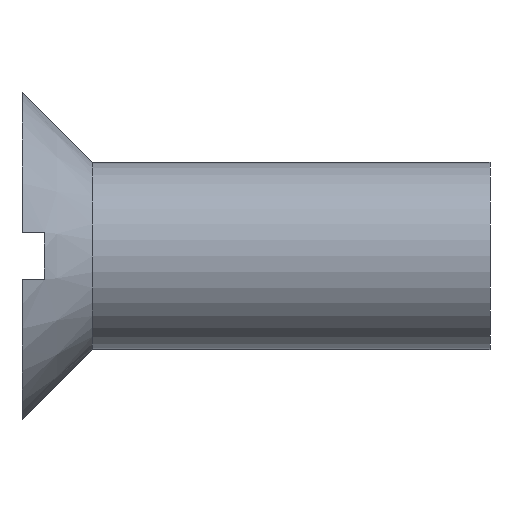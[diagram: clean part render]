
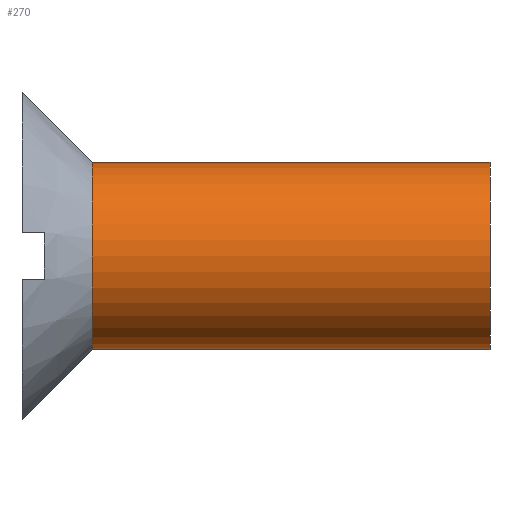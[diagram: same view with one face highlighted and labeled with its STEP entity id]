
A CAD part, left-side view. The second image highlights one B-rep face of the part: STEP entity #270.
In plain terms, the highlighted cylindrical face has radius 4 mm (diameter 8 mm), a partial arc.
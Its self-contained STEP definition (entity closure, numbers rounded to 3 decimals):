
#2 = CARTESIAN_POINT ( 'NONE',  ( 0., 17., -4. ) ) ;
#5 = EDGE_CURVE ( 'NONE', #65, #306, #217, .T. ) ;
#17 = VERTEX_POINT ( 'NONE', #196 ) ;
#21 = ORIENTED_EDGE ( 'NONE', *, *, #315, .F. ) ;
#23 = DIRECTION ( 'NONE',  ( 0., -1., 0. ) ) ;
#26 = CIRCLE ( 'NONE', #101, 4. ) ;
#34 = DIRECTION ( 'NONE',  ( 0., -1., 0. ) ) ;
#46 = DIRECTION ( 'NONE',  ( 0., 0., -1. ) ) ;
#60 = AXIS2_PLACEMENT_3D ( 'NONE', #281, #34, #85 ) ;
#62 = CARTESIAN_POINT ( 'NONE',  ( 0., 0., -4. ) ) ;
#65 = VERTEX_POINT ( 'NONE', #2 ) ;
#69 = FACE_OUTER_BOUND ( 'NONE', #113, .T. ) ;
#72 = VECTOR ( 'NONE', #312, 1000. ) ;
#85 = DIRECTION ( 'NONE',  ( 0., 0., -1. ) ) ;
#101 = AXIS2_PLACEMENT_3D ( 'NONE', #230, #276, #253 ) ;
#113 = EDGE_LOOP ( 'NONE', ( #21, #140, #235, #210 ) ) ;
#130 = LINE ( 'NONE', #151, #205 ) ;
#140 = ORIENTED_EDGE ( 'NONE', *, *, #192, .T. ) ;
#151 = CARTESIAN_POINT ( 'NONE',  ( 0., 0., 4. ) ) ;
#152 = CARTESIAN_POINT ( 'NONE',  ( 0., 0., 4. ) ) ;
#153 = EDGE_CURVE ( 'NONE', #239, #306, #26, .T. ) ;
#164 = DIRECTION ( 'NONE',  ( 0., -1., 0. ) ) ;
#180 = CARTESIAN_POINT ( 'NONE',  ( 0., 0., -4. ) ) ;
#192 = EDGE_CURVE ( 'NONE', #17, #65, #200, .T. ) ;
#196 = CARTESIAN_POINT ( 'NONE',  ( 0., 17., 4. ) ) ;
#200 = CIRCLE ( 'NONE', #60, 4. ) ;
#205 = VECTOR ( 'NONE', #164, 1000. ) ;
#210 = ORIENTED_EDGE ( 'NONE', *, *, #153, .F. ) ;
#217 = LINE ( 'NONE', #62, #72 ) ;
#221 = AXIS2_PLACEMENT_3D ( 'NONE', #250, #23, #46 ) ;
#230 = CARTESIAN_POINT ( 'NONE',  ( 0., 0., 0. ) ) ;
#235 = ORIENTED_EDGE ( 'NONE', *, *, #5, .T. ) ;
#239 = VERTEX_POINT ( 'NONE', #152 ) ;
#250 = CARTESIAN_POINT ( 'NONE',  ( 0., 0., 0. ) ) ;
#253 = DIRECTION ( 'NONE',  ( 0., 0., -1. ) ) ;
#270 = ADVANCED_FACE ( 'NONE', ( #69 ), #311, .T. ) ;
#276 = DIRECTION ( 'NONE',  ( 0., -1., 0. ) ) ;
#281 = CARTESIAN_POINT ( 'NONE',  ( 0., 17., 0. ) ) ;
#306 = VERTEX_POINT ( 'NONE', #180 ) ;
#311 = CYLINDRICAL_SURFACE ( 'NONE', #221, 4. ) ;
#312 = DIRECTION ( 'NONE',  ( 0., -1., 0. ) ) ;
#315 = EDGE_CURVE ( 'NONE', #17, #239, #130, .T. ) ;
